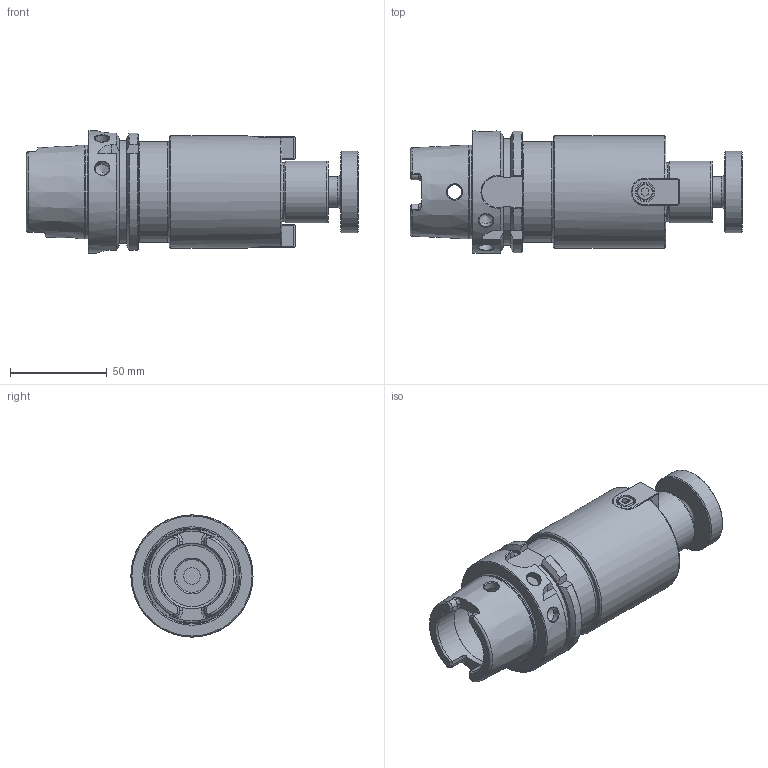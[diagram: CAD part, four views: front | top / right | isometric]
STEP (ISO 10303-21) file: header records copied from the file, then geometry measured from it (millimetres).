
FILE_DESCRIPTION(/* description */ (''),/* implementation_level */ '2;1');
FILE_NAME(/* name */ 'H63A-M32SM100C.stp',/* time_stamp */ '2023-10-27T15:08:44-04:00',/* author */ ('jsmall'),/* organization */ (''),/* preprocessor_version */ 'ST-DEVELOPER v18.1',/* originating_system */ 'Autodesk Inventor 2022',/* authorisation */ '');
FILE_SCHEMA (('AUTOMOTIVE_DESIGN { 1 0 10303 214 3 1 1 }'));
Length unit declared in the file: inch
Products named in the file (5): H63A-M32SM100C; H63A-M32SM100C_1; 32MMKY; 028-166; 32MMLS
Assembly tree (6 placements, depth 2):
  H63A-M32SM100C
    H63A-M32SM100C_1
    32MMKY  x2
    028-166  x2
    32MMLS
Bounding box: 171.35 x 63 x 63 mm (x, y, z)
Volume: 290492.3 mm3; surface area: 56248.7 mm2
Topology: 6 solids, 6 shells, 279 faces, 721 edges, 461 vertices
Faces by surface type: plane 130, cylinder 70, cone 42, torus 24, bspline 13
Full cylindrical faces by diameter (mm): 2.997 x6, 4.134 x2, 5 x2, 5.512 x2, 7.5 x4, 8.4 x1, 8.5 x2, 10 x2, 10.008 x2, 13.835 x2, 16 x1, 16.916 x1, 17.018 x1, 19.016 x1, 30.47 x1, 31.994 x1, 34 x2, 40 x1, 42 x1, 48.041 x1, 52 x1, 58 x1, 63 x1
Entity records: 9210 total; most frequent: CARTESIAN_POINT 2799, ORIENTED_EDGE 1300, DIRECTION 1234, EDGE_CURVE 650, AXIS2_PLACEMENT_3D 481, VERTEX_POINT 419, EDGE_LOOP 277, LINE 272
